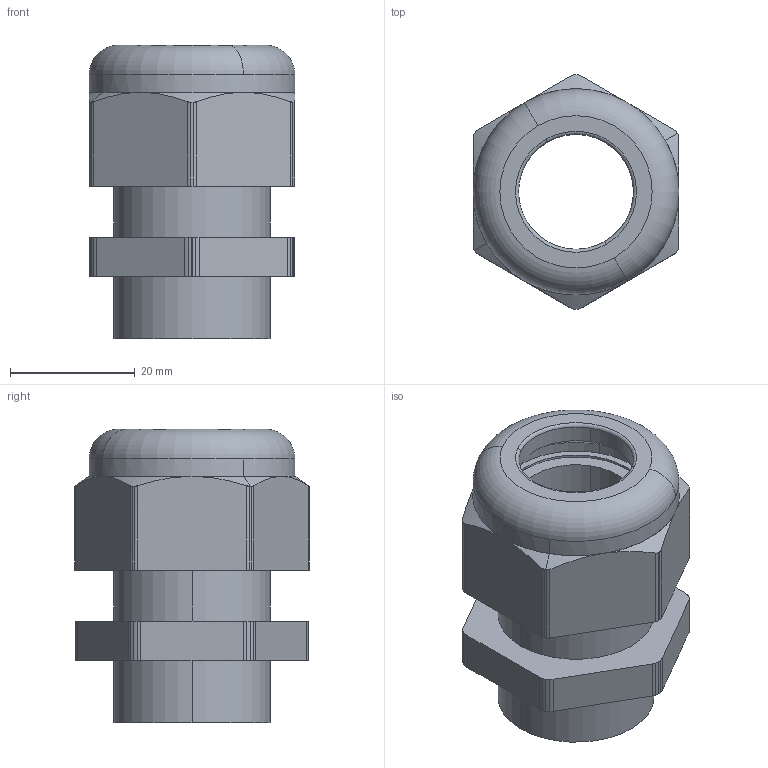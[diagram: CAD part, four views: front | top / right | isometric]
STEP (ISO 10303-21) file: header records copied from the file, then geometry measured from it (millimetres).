
FILE_DESCRIPTION(('CATIA V5 STEP Exchange','CAx-IF Rec.Pracs.--- Model Styling and Organization---1.4--- 2014-01-23'),'2;1');
FILE_NAME ('020981-2_1_1772310000_1772310000.stp','2019-11-07T06:56:27+00:00',('none'),('Weidmueller'),'CATIA Version 5-6 Release 2016 SP3 HF44','CATIA V5 STEP AP214','none');
FILE_SCHEMA(('AUTOMOTIVE_DESIGN { 1 0 10303 214 1 1 1 1 }'));
Length unit declared in the file: millimetre
Products named in the file (1): VG_M25_13-18
Bounding box: 33 x 37.59 x 47 mm (x, y, z)
Volume: 18753.3 mm3; surface area: 14342.8 mm2
Topology: 3 solids, 3 shells, 115 faces, 307 edges, 201 vertices
Faces by surface type: cylinder 56, plane 39, cone 14, torus 6
Entity records: 3675 total; most frequent: CARTESIAN_POINT 948, ORIENTED_EDGE 614, DIRECTION 447, EDGE_CURVE 307, AXIS2_PLACEMENT_3D 210, VERTEX_POINT 201, VECTOR 138, LINE 138
